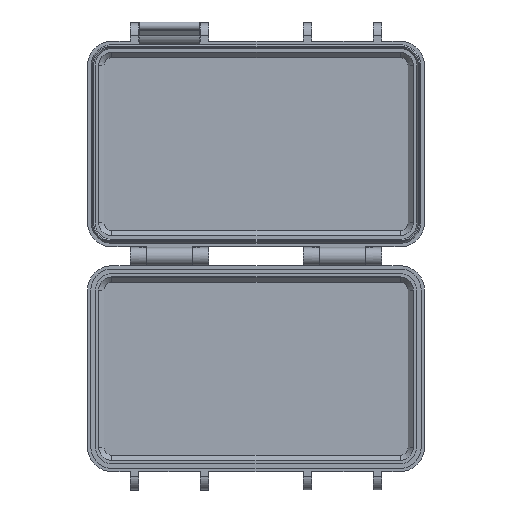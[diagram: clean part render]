
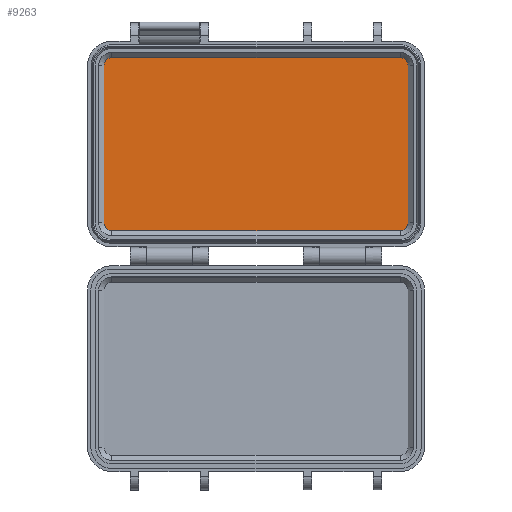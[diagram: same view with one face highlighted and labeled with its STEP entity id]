
A CAD part, top view. The second image highlights one B-rep face of the part: STEP entity #9263.
In plain terms, the highlighted face is planar.
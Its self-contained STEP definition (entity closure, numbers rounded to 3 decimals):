
#359=PLANE('',#10155);
#572=CIRCLE('',#10156,3.);
#573=CIRCLE('',#10157,3.);
#574=CIRCLE('',#10158,3.);
#575=CIRCLE('',#10159,3.);
#1046=FACE_OUTER_BOUND('',#1576,.T.);
#1576=EDGE_LOOP('',(#8211,#8212,#8213,#8214,#8215,#8216,#8217,#8218));
#2589=LINE('',#15276,#3538);
#2667=LINE('',#15434,#3616);
#2674=LINE('',#15451,#3623);
#2675=LINE('',#15456,#3624);
#3538=VECTOR('',#12489,10.);
#3616=VECTOR('',#12639,10.);
#3623=VECTOR('',#12656,10.);
#3624=VECTOR('',#12663,10.);
#4465=VERTEX_POINT('',#15274);
#4466=VERTEX_POINT('',#15275);
#4509=VERTEX_POINT('',#15432);
#4510=VERTEX_POINT('',#15433);
#4513=VERTEX_POINT('',#15447);
#4514=VERTEX_POINT('',#15448);
#4515=VERTEX_POINT('',#15450);
#4516=VERTEX_POINT('',#15454);
#5695=EDGE_CURVE('',#4465,#4466,#2589,.T.);
#5773=EDGE_CURVE('',#4509,#4510,#2667,.T.);
#5780=EDGE_CURVE('',#4513,#4514,#572,.T.);
#5781=EDGE_CURVE('',#4515,#4513,#2674,.T.);
#5782=EDGE_CURVE('',#4510,#4515,#573,.T.);
#5783=EDGE_CURVE('',#4466,#4509,#574,.T.);
#5784=EDGE_CURVE('',#4516,#4465,#575,.T.);
#5785=EDGE_CURVE('',#4514,#4516,#2675,.T.);
#8211=ORIENTED_EDGE('',*,*,#5780,.F.);
#8212=ORIENTED_EDGE('',*,*,#5781,.F.);
#8213=ORIENTED_EDGE('',*,*,#5782,.F.);
#8214=ORIENTED_EDGE('',*,*,#5773,.F.);
#8215=ORIENTED_EDGE('',*,*,#5783,.F.);
#8216=ORIENTED_EDGE('',*,*,#5695,.F.);
#8217=ORIENTED_EDGE('',*,*,#5784,.F.);
#8218=ORIENTED_EDGE('',*,*,#5785,.F.);
#9263=ADVANCED_FACE('',(#1046),#359,.T.);
#10155=AXIS2_PLACEMENT_3D('',#15446,#12652,#12653);
#10156=AXIS2_PLACEMENT_3D('',#15449,#12654,#12655);
#10157=AXIS2_PLACEMENT_3D('',#15452,#12657,#12658);
#10158=AXIS2_PLACEMENT_3D('',#15453,#12659,#12660);
#10159=AXIS2_PLACEMENT_3D('',#15455,#12661,#12662);
#12489=DIRECTION('',(0.,0.,1.));
#12639=DIRECTION('',(-1.,0.,0.));
#12652=DIRECTION('center_axis',(0.,1.,0.));
#12653=DIRECTION('ref_axis',(1.,0.,0.));
#12654=DIRECTION('center_axis',(0.,-1.,0.));
#12655=DIRECTION('ref_axis',(-1.,0.,0.));
#12656=DIRECTION('',(0.,0.,-1.));
#12657=DIRECTION('center_axis',(0.,-1.,0.));
#12658=DIRECTION('ref_axis',(0.,0.,1.));
#12659=DIRECTION('center_axis',(0.,-1.,0.));
#12660=DIRECTION('ref_axis',(1.,0.,0.));
#12661=DIRECTION('center_axis',(0.,-1.,0.));
#12662=DIRECTION('ref_axis',(0.,0.,-1.));
#12663=DIRECTION('',(1.,0.,0.));
#15274=CARTESIAN_POINT('',(33.,2.4,-55.));
#15275=CARTESIAN_POINT('',(33.,2.4,55.));
#15276=CARTESIAN_POINT('',(33.,2.4,0.));
#15432=CARTESIAN_POINT('',(30.,2.4,58.));
#15433=CARTESIAN_POINT('',(-30.,2.4,58.));
#15434=CARTESIAN_POINT('',(30.,2.4,58.));
#15446=CARTESIAN_POINT('Origin',(0.,2.4,0.));
#15447=CARTESIAN_POINT('',(-33.,2.4,-55.));
#15448=CARTESIAN_POINT('',(-30.,2.4,-58.));
#15449=CARTESIAN_POINT('Origin',(-30.,2.4,-55.));
#15450=CARTESIAN_POINT('',(-33.,2.4,55.));
#15451=CARTESIAN_POINT('',(-33.,2.4,55.));
#15452=CARTESIAN_POINT('Origin',(-30.,2.4,55.));
#15453=CARTESIAN_POINT('Origin',(30.,2.4,55.));
#15454=CARTESIAN_POINT('',(30.,2.4,-58.));
#15455=CARTESIAN_POINT('Origin',(30.,2.4,-55.));
#15456=CARTESIAN_POINT('',(-30.,2.4,-58.));
